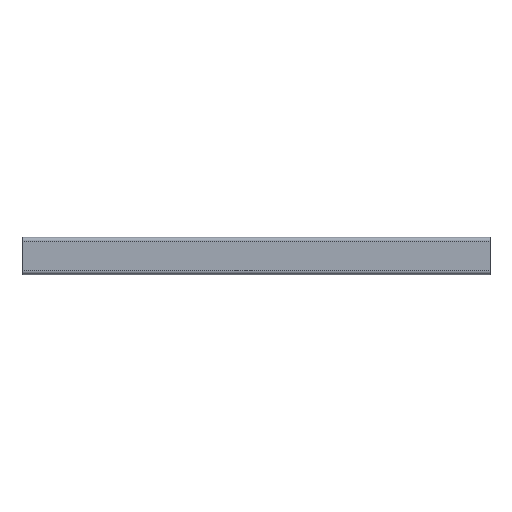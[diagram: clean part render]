
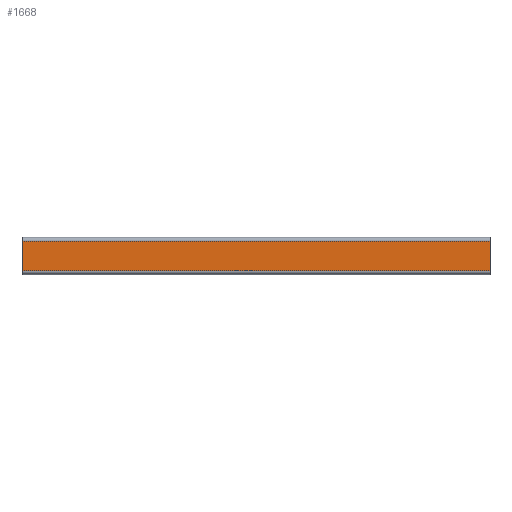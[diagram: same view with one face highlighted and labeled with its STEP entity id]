
A CAD part, front view. The second image highlights one B-rep face of the part: STEP entity #1668.
In plain terms, the highlighted planar face has unit normal (0, -1, 0).
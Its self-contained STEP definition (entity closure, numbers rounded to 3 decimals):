
#97 = EDGE_LOOP ( 'NONE', ( #3209, #2885, #1583, #4925 ) ) ;
#108 = CARTESIAN_POINT ( 'NONE',  ( 1500., -20., 616. ) ) ;
#191 = VERTEX_POINT ( 'NONE', #108 ) ;
#370 = AXIS2_PLACEMENT_3D ( 'NONE', #504, #1837, #1807 ) ;
#504 = CARTESIAN_POINT ( 'NONE',  ( 1500., -20., 584. ) ) ;
#548 = LINE ( 'NONE', #5188, #2871 ) ;
#1002 = FACE_OUTER_BOUND ( 'NONE', #97, .T. ) ;
#1116 = DIRECTION ( 'NONE',  ( 0., 0., 1. ) ) ;
#1281 = VECTOR ( 'NONE', #4701, 1000. ) ;
#1525 = VERTEX_POINT ( 'NONE', #5029 ) ;
#1583 = ORIENTED_EDGE ( 'NONE', *, *, #3500, .F. ) ;
#1668 = ADVANCED_FACE ( 'NONE', ( #1002 ), #6109, .F. ) ;
#1725 = DIRECTION ( 'NONE',  ( 1., 0., 0. ) ) ;
#1807 = DIRECTION ( 'NONE',  ( 0., 0., 1. ) ) ;
#1837 = DIRECTION ( 'NONE',  ( 0., 1., 0. ) ) ;
#2305 = CARTESIAN_POINT ( 'NONE',  ( 1500., -20., 584. ) ) ;
#2380 = EDGE_CURVE ( 'NONE', #3317, #1525, #2681, .T. ) ;
#2403 = DIRECTION ( 'NONE',  ( 1., 0., 0. ) ) ;
#2448 = CARTESIAN_POINT ( 'NONE',  ( 2000., -20., 584. ) ) ;
#2484 = EDGE_CURVE ( 'NONE', #191, #4980, #548, .T. ) ;
#2681 = LINE ( 'NONE', #2305, #2765 ) ;
#2765 = VECTOR ( 'NONE', #1725, 1000. ) ;
#2871 = VECTOR ( 'NONE', #2403, 1000. ) ;
#2885 = ORIENTED_EDGE ( 'NONE', *, *, #2484, .F. ) ;
#3209 = ORIENTED_EDGE ( 'NONE', *, *, #5323, .T. ) ;
#3317 = VERTEX_POINT ( 'NONE', #5387 ) ;
#3500 = EDGE_CURVE ( 'NONE', #3317, #191, #4149, .T. ) ;
#4149 = LINE ( 'NONE', #6090, #1281 ) ;
#4399 = CARTESIAN_POINT ( 'NONE',  ( 2000., -20., 616. ) ) ;
#4701 = DIRECTION ( 'NONE',  ( 0., 0., 1. ) ) ;
#4774 = LINE ( 'NONE', #2448, #4806 ) ;
#4806 = VECTOR ( 'NONE', #1116, 1000. ) ;
#4925 = ORIENTED_EDGE ( 'NONE', *, *, #2380, .T. ) ;
#4980 = VERTEX_POINT ( 'NONE', #4399 ) ;
#5029 = CARTESIAN_POINT ( 'NONE',  ( 2000., -20., 584. ) ) ;
#5188 = CARTESIAN_POINT ( 'NONE',  ( 1500., -20., 616. ) ) ;
#5323 = EDGE_CURVE ( 'NONE', #1525, #4980, #4774, .T. ) ;
#5387 = CARTESIAN_POINT ( 'NONE',  ( 1500., -20., 584. ) ) ;
#6090 = CARTESIAN_POINT ( 'NONE',  ( 1500., -20., 584. ) ) ;
#6109 = PLANE ( 'NONE',  #370 ) ;
